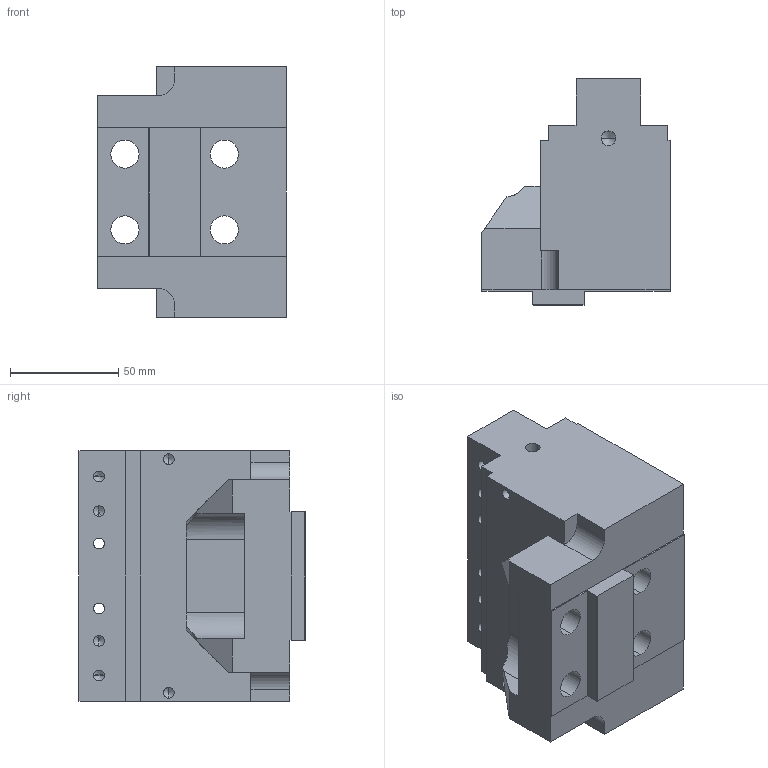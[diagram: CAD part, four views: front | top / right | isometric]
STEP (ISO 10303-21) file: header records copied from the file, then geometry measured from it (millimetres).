
FILE_DESCRIPTION (( 'STEP AP214' ), '1' );
FILE_NAME ('1704.200.stp', '2018-03-28T06:55:38', ( '' ), ( '' ), 'SwSTEP 2.0', 'SolidWorks 2016', '' );
FILE_SCHEMA (( 'AUTOMOTIVE_DESIGN' ));
Length unit declared in the file: millimetre
Products named in the file (1): 1704.200
Bounding box: 87 x 104.5 x 116 mm (x, y, z)
Volume: 637894.1 mm3; surface area: 68630.9 mm2
Topology: 1 solids, 1 shells, 140 faces, 380 edges, 228 vertices
Faces by surface type: cylinder 62, plane 46, cone 32
Entity records: 6038 total; most frequent: CARTESIAN_POINT 999, DIRECTION 742, ORIENTED_EDGE 696, EDGE_CURVE 348, AXIS2_PLACEMENT_3D 267, VERTEX_POINT 228, LINE 208, VECTOR 208
